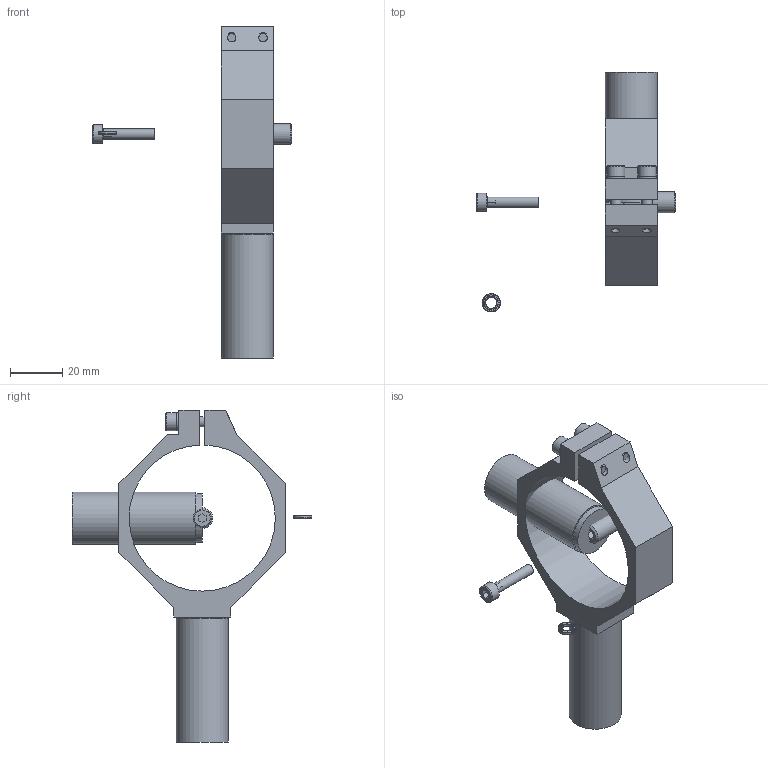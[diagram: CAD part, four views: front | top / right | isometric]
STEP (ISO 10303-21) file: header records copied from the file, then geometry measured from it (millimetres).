
FILE_DESCRIPTION( ( 'Unknown' ), '1' );
FILE_NAME( 'CA.04.10.56.stp', 'Unknown', ( 'Unknown' ), ( 'Unknown' ), 'PSStep 13.0', 'Unknown', ' ' );
FILE_SCHEMA( ( 'AUTOMOTIVE_DESIGN { 1 0 10303 214 1 1 1 1 }' ) );
Length unit declared in the file: millimetre
Products named in the file (6): Assem1; 04.10.01; R.4.SCH; 04-10-56-01; V-tcei M  4 x 20; GR.8X20
Bounding box: 76.46 x 92.14 x 127.5 mm (x, y, z)
Volume: 79455.8 mm3; surface area: 34679.9 mm2
Topology: 9 solids, 12 shells, 719 faces, 2051 edges, 1363 vertices
Faces by surface type: plane 672, cylinder 34, cone 7, torus 6
Full cylindrical faces by diameter (mm): 3.242 x4, 4 x3, 4.2 x4, 4.3 x3, 6.647 x2, 6.917 x2, 7 x6, 8 x2, 18.8 x2, 19 x2, 20 x2
Entity records: 10055 total; most frequent: DIRECTION 1441, CARTESIAN_POINT 1426, ORIENTED_EDGE 1384, EDGE_CURVE 692, AXIS2_PLACEMENT_3D 486, VERTEX_POINT 471, LINE 469, VECTOR 469
